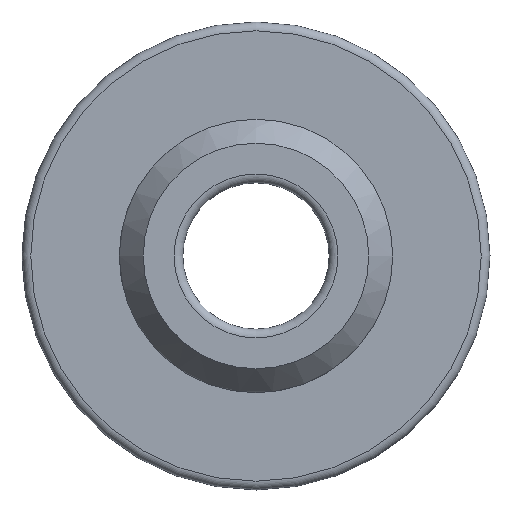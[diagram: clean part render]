
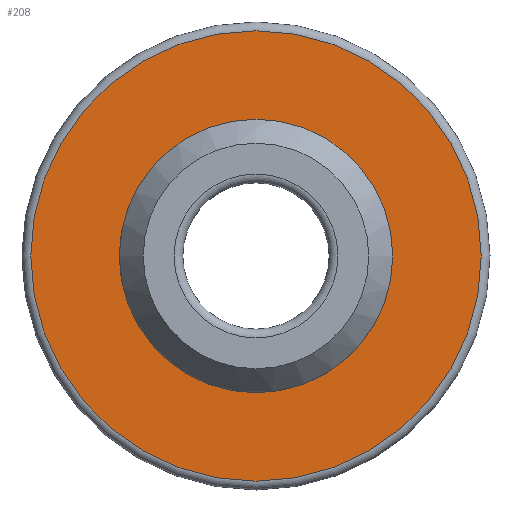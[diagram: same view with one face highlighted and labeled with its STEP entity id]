
A CAD part, left-side view. The second image highlights one B-rep face of the part: STEP entity #208.
In plain terms, the highlighted planar face has unit normal (-1, 0, 0).
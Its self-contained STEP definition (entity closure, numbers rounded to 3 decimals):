
#208 = ADVANCED_FACE( '', ( #229, #230 ), #231, .T. );
#229 = FACE_BOUND( '', #275, .T. );
#230 = FACE_OUTER_BOUND( '', #276, .T. );
#231 = PLANE( '', #277 );
#275 = EDGE_LOOP( '', ( #324 ) );
#276 = EDGE_LOOP( '', ( #325 ) );
#277 = AXIS2_PLACEMENT_3D( '', #326, #327, #328 );
#324 = ORIENTED_EDGE( '', *, *, #396, .T. );
#325 = ORIENTED_EDGE( '', *, *, #397, .F. );
#326 = CARTESIAN_POINT( '', ( 1., 7.7, 0. ) );
#327 = DIRECTION( '', ( -1., 0., 0. ) );
#328 = DIRECTION( '', ( 0., 0., 1. ) );
#396 = EDGE_CURVE( '', #416, #416, #417, .T. );
#397 = EDGE_CURVE( '', #418, #418, #419, .T. );
#416 = VERTEX_POINT( '', #448 );
#417 = CIRCLE( '', #449, 4.676 );
#418 = VERTEX_POINT( '', #450 );
#419 = CIRCLE( '', #451, 7.7 );
#448 = CARTESIAN_POINT( '', ( 1., 0., -4.676 ) );
#449 = AXIS2_PLACEMENT_3D( '', #501, #502, #503 );
#450 = CARTESIAN_POINT( '', ( 1., 0., -7.7 ) );
#451 = AXIS2_PLACEMENT_3D( '', #504, #505, #506 );
#501 = CARTESIAN_POINT( '', ( 1., 0., 0. ) );
#502 = DIRECTION( '', ( 1., 0., 0. ) );
#503 = DIRECTION( '', ( 0., 0., -1. ) );
#504 = CARTESIAN_POINT( '', ( 1., 0., 0. ) );
#505 = DIRECTION( '', ( 1., 0., 0. ) );
#506 = DIRECTION( '', ( 0., 0., -1. ) );
